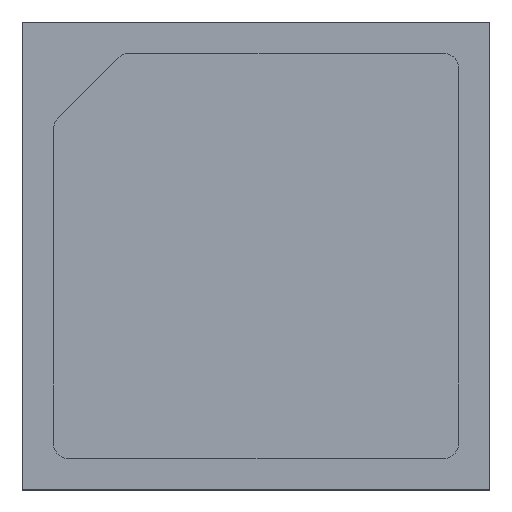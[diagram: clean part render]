
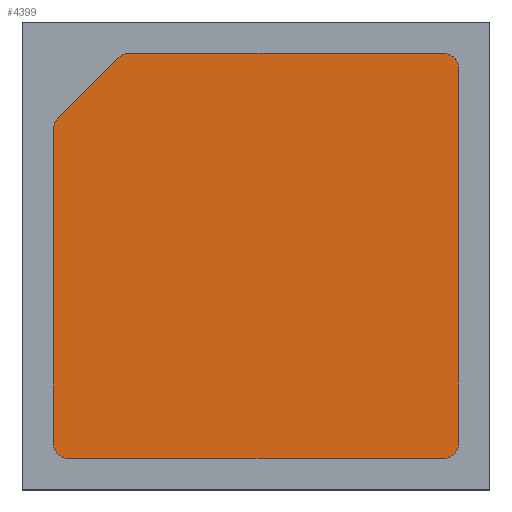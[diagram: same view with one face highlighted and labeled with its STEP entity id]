
A CAD part, top view. The second image highlights one B-rep face of the part: STEP entity #4399.
In plain terms, the highlighted face is planar.
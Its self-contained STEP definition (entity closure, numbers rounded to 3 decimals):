
#190 = LINE ( 'NONE', #2915, #4459 ) ;
#270 = ORIENTED_EDGE ( 'NONE', *, *, #1636, .T. ) ;
#307 = CARTESIAN_POINT ( 'NONE',  ( -1.2, 0.65, 1.2 ) ) ;
#309 = VERTEX_POINT ( 'NONE', #2745 ) ;
#345 = VERTEX_POINT ( 'NONE', #4465 ) ;
#352 = LINE ( 'NONE', #4152, #5020 ) ;
#430 = AXIS2_PLACEMENT_3D ( 'NONE', #2438, #2801, #3207 ) ;
#488 = DIRECTION ( 'NONE',  ( 0., 1., 0. ) ) ;
#600 = VERTEX_POINT ( 'NONE', #3766 ) ;
#602 = CARTESIAN_POINT ( 'NONE',  ( -1.2, 0.65, 1.3 ) ) ;
#629 = CARTESIAN_POINT ( 'NONE',  ( -1.3, 0.65, -0.809 ) ) ;
#710 = DIRECTION ( 'NONE',  ( 0., 1., 0. ) ) ;
#836 = LINE ( 'NONE', #602, #4881 ) ;
#844 = CARTESIAN_POINT ( 'NONE',  ( 1.2, 0.65, -1.2 ) ) ;
#862 = DIRECTION ( 'NONE',  ( 0., 0., 1. ) ) ;
#909 = EDGE_CURVE ( 'NONE', #4690, #309, #2631, .T. ) ;
#1034 = EDGE_LOOP ( 'NONE', ( #4061, #270, #4327, #1876, #3956, #1613, #1626, #2023, #1439, #4029 ) ) ;
#1152 = EDGE_CURVE ( 'NONE', #600, #345, #2252, .T. ) ;
#1158 = EDGE_CURVE ( 'NONE', #1225, #1209, #4589, .T. ) ;
#1209 = VERTEX_POINT ( 'NONE', #3036 ) ;
#1225 = VERTEX_POINT ( 'NONE', #4704 ) ;
#1241 = DIRECTION ( 'NONE',  ( 0., 1., 0. ) ) ;
#1263 = DIRECTION ( 'NONE',  ( 0., 1., 0. ) ) ;
#1310 = PLANE ( 'NONE',  #4071 ) ;
#1342 = EDGE_CURVE ( 'NONE', #5067, #3320, #3467, .T. ) ;
#1368 = EDGE_CURVE ( 'NONE', #1209, #3910, #3200, .T. ) ;
#1369 = DIRECTION ( 'NONE',  ( 1., 0., 0. ) ) ;
#1387 = AXIS2_PLACEMENT_3D ( 'NONE', #307, #710, #3398 ) ;
#1439 = ORIENTED_EDGE ( 'NONE', *, *, #1368, .T. ) ;
#1608 = EDGE_CURVE ( 'NONE', #3320, #3647, #352, .T. ) ;
#1613 = ORIENTED_EDGE ( 'NONE', *, *, #909, .T. ) ;
#1626 = ORIENTED_EDGE ( 'NONE', *, *, #3033, .T. ) ;
#1636 = EDGE_CURVE ( 'NONE', #345, #5067, #836, .T. ) ;
#1691 = CARTESIAN_POINT ( 'NONE',  ( -1.2, 0.65, 1.2 ) ) ;
#1797 = DIRECTION ( 'NONE',  ( 0., 0., -1. ) ) ;
#1822 = CARTESIAN_POINT ( 'NONE',  ( -0.879, 0.65, -1.271 ) ) ;
#1876 = ORIENTED_EDGE ( 'NONE', *, *, #1608, .T. ) ;
#1946 = CARTESIAN_POINT ( 'NONE',  ( 1.2, 0.65, 1.2 ) ) ;
#2014 = CARTESIAN_POINT ( 'NONE',  ( -1.2, 0.65, -0.809 ) ) ;
#2023 = ORIENTED_EDGE ( 'NONE', *, *, #1158, .T. ) ;
#2122 = CARTESIAN_POINT ( 'NONE',  ( 1.2, 0.65, -1.3 ) ) ;
#2207 = FACE_OUTER_BOUND ( 'NONE', #1034, .T. ) ;
#2252 = CIRCLE ( 'NONE', #1387, 0.1 ) ;
#2438 = CARTESIAN_POINT ( 'NONE',  ( -0.809, 0.65, -1.2 ) ) ;
#2631 = LINE ( 'NONE', #4004, #2990 ) ;
#2658 = DIRECTION ( 'NONE',  ( -0.707, 0., 0.707 ) ) ;
#2745 = CARTESIAN_POINT ( 'NONE',  ( -0.809, 0.65, -1.3 ) ) ;
#2762 = DIRECTION ( 'NONE',  ( 0., 0., 1. ) ) ;
#2801 = DIRECTION ( 'NONE',  ( 0., 1., 0. ) ) ;
#2915 = CARTESIAN_POINT ( 'NONE',  ( -1.3, 0.65, -0.809 ) ) ;
#2922 = CIRCLE ( 'NONE', #4993, 0.1 ) ;
#2953 = CARTESIAN_POINT ( 'NONE',  ( 1.3, 0.65, 1.2 ) ) ;
#2956 = DIRECTION ( 'NONE',  ( 0., 0., 1. ) ) ;
#2990 = VECTOR ( 'NONE', #3215, 1000. ) ;
#2995 = EDGE_CURVE ( 'NONE', #3647, #4690, #2922, .T. ) ;
#3033 = EDGE_CURVE ( 'NONE', #309, #1225, #3963, .T. ) ;
#3036 = CARTESIAN_POINT ( 'NONE',  ( -1.271, 0.65, -0.879 ) ) ;
#3200 = CIRCLE ( 'NONE', #4840, 0.1 ) ;
#3207 = DIRECTION ( 'NONE',  ( 0., 0., 1. ) ) ;
#3215 = DIRECTION ( 'NONE',  ( -1., 0., 0. ) ) ;
#3320 = VERTEX_POINT ( 'NONE', #2953 ) ;
#3398 = DIRECTION ( 'NONE',  ( 0., 0., 1. ) ) ;
#3467 = CIRCLE ( 'NONE', #3718, 0.1 ) ;
#3647 = VERTEX_POINT ( 'NONE', #3904 ) ;
#3718 = AXIS2_PLACEMENT_3D ( 'NONE', #1946, #488, #2762 ) ;
#3766 = CARTESIAN_POINT ( 'NONE',  ( -1.3, 0.65, 1.2 ) ) ;
#3904 = CARTESIAN_POINT ( 'NONE',  ( 1.3, 0.65, -1.2 ) ) ;
#3910 = VERTEX_POINT ( 'NONE', #629 ) ;
#3956 = ORIENTED_EDGE ( 'NONE', *, *, #2995, .T. ) ;
#3963 = CIRCLE ( 'NONE', #430, 0.1 ) ;
#3982 = DIRECTION ( 'NONE',  ( 0., 0., 1. ) ) ;
#4004 = CARTESIAN_POINT ( 'NONE',  ( 1.2, 0.65, -1.3 ) ) ;
#4029 = ORIENTED_EDGE ( 'NONE', *, *, #4792, .T. ) ;
#4034 = DIRECTION ( 'NONE',  ( 0., 1., 0. ) ) ;
#4055 = CARTESIAN_POINT ( 'NONE',  ( 1.2, 0.65, 1.3 ) ) ;
#4061 = ORIENTED_EDGE ( 'NONE', *, *, #1152, .T. ) ;
#4071 = AXIS2_PLACEMENT_3D ( 'NONE', #1691, #4034, #4437 ) ;
#4152 = CARTESIAN_POINT ( 'NONE',  ( 1.3, 0.65, 1.2 ) ) ;
#4208 = VECTOR ( 'NONE', #2658, 1000. ) ;
#4327 = ORIENTED_EDGE ( 'NONE', *, *, #1342, .T. ) ;
#4399 = ADVANCED_FACE ( 'NONE', ( #2207 ), #1310, .T. ) ;
#4437 = DIRECTION ( 'NONE',  ( 0., 0., 1. ) ) ;
#4459 = VECTOR ( 'NONE', #2956, 1000. ) ;
#4465 = CARTESIAN_POINT ( 'NONE',  ( -1.2, 0.65, 1.3 ) ) ;
#4589 = LINE ( 'NONE', #1822, #4208 ) ;
#4690 = VERTEX_POINT ( 'NONE', #2122 ) ;
#4704 = CARTESIAN_POINT ( 'NONE',  ( -0.879, 0.65, -1.271 ) ) ;
#4792 = EDGE_CURVE ( 'NONE', #3910, #600, #190, .T. ) ;
#4840 = AXIS2_PLACEMENT_3D ( 'NONE', #2014, #1263, #862 ) ;
#4881 = VECTOR ( 'NONE', #1369, 1000. ) ;
#4993 = AXIS2_PLACEMENT_3D ( 'NONE', #844, #1241, #3982 ) ;
#5020 = VECTOR ( 'NONE', #1797, 1000. ) ;
#5067 = VERTEX_POINT ( 'NONE', #4055 ) ;
